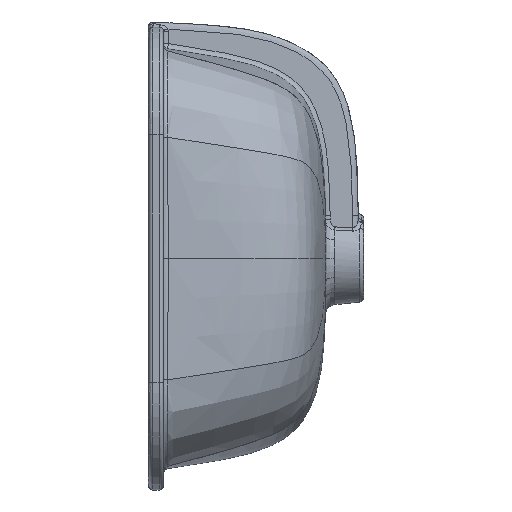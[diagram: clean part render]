
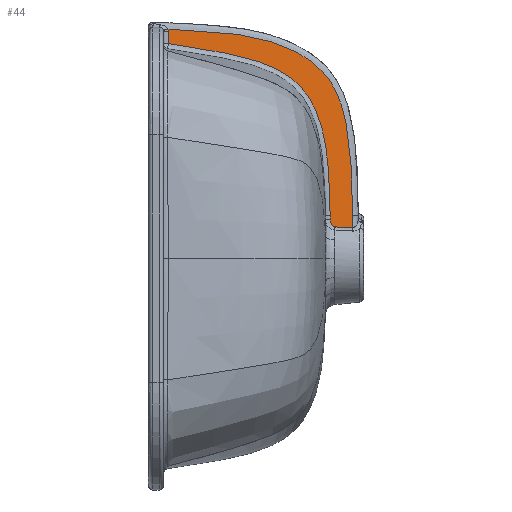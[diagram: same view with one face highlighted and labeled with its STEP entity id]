
A CAD part, left-side view. The second image highlights one B-rep face of the part: STEP entity #44.
In plain terms, the highlighted planar face has unit normal (-0.995, -0.1, 0).
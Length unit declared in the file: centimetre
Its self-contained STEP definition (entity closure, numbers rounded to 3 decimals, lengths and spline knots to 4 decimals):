
#44=ADVANCED_FACE('',(#235),#2803,.T.);
#235=FACE_OUTER_BOUND('',#421,.T.);
#421=EDGE_LOOP('',(#718,#719,#720,#721,#722,#723,#724,#725));
#718=ORIENTED_EDGE('',*,*,#1515,.T.);
#719=ORIENTED_EDGE('',*,*,#1516,.T.);
#720=ORIENTED_EDGE('',*,*,#1517,.T.);
#721=ORIENTED_EDGE('',*,*,#1518,.T.);
#722=ORIENTED_EDGE('',*,*,#1519,.T.);
#723=ORIENTED_EDGE('',*,*,#1520,.F.);
#724=ORIENTED_EDGE('',*,*,#1521,.T.);
#725=ORIENTED_EDGE('',*,*,#1522,.T.);
#1515=EDGE_CURVE('',#2417,#2418,#2118,.T.);
#1516=EDGE_CURVE('',#2418,#2419,#2119,.T.);
#1517=EDGE_CURVE('',#2419,#2420,#2120,.T.);
#1518=EDGE_CURVE('',#2420,#2421,#2121,.T.);
#1519=EDGE_CURVE('',#2421,#2415,#2122,.T.);
#1520=EDGE_CURVE('',#2414,#2415,#2123,.T.);
#1521=EDGE_CURVE('',#2414,#2413,#2124,.T.);
#1522=EDGE_CURVE('',#2413,#2417,#2125,.T.);
#2118=B_SPLINE_CURVE_WITH_KNOTS('',3,(#13409,#13410,#13411,#13412,#13413,
#13414,#13415,#13416,#13417,#13418,#13419,#13420,#13421,#13422,#13423,#13424,
#13425,#13426,#13427,#13428,#13429,#13430,#13431,#13432,#13433),
 .UNSPECIFIED.,.F.,.F.,(4,1,1,1,1,1,1,1,1,1,1,1,1,1,1,1,1,1,1,1,1,1,4),
(-257.7399,-238.2841,-220.868,-205.1786,
-191.056,-178.4459,-167.2721,-157.4621,
-148.8608,-141.1637,-134.0199,-127.1259,
-120.2948,-113.3178,-105.9414,-97.8449,
-88.6335,-78.0518,-66.0041,-52.3268,
-36.862,-19.4639,0.),.UNSPECIFIED.);
#2119=B_SPLINE_CURVE_WITH_KNOTS('',3,(#13434,#13435,#13436,#13437),
 .UNSPECIFIED.,.F.,.F.,(4,4),(-3.5578,0.),.UNSPECIFIED.);
#2120=B_SPLINE_CURVE_WITH_KNOTS('',3,(#13438,#13439,#13440,#13441,#13442,
#13443,#13444,#13445,#13446,#13447,#13448,#13449),.UNSPECIFIED.,.F.,.F.,
(4,1,1,1,1,1,1,1,1,4),(-9.0813,-7.5517,-6.151,
-4.9059,-3.817,-2.856,-2.011,
-1.2693,-0.609,0.),.UNSPECIFIED.);
#2121=B_SPLINE_CURVE_WITH_KNOTS('',1,(#13450,#13451),.UNSPECIFIED.,.F.,
 .F.,(2,2),(-1.,0.),.UNSPECIFIED.);
#2122=B_SPLINE_CURVE_WITH_KNOTS('',1,(#13452,#13453),.UNSPECIFIED.,.F.,
 .F.,(2,2),(0.,1.),.UNSPECIFIED.);
#2123=B_SPLINE_CURVE_WITH_KNOTS('',3,(#13454,#13455,#13456,#13457,#13458,
#13459,#13460,#13461,#13462,#13463,#13464,#13465,#13466,#13467,#13468,#13469,
#13470,#13471,#13472,#13473,#13474),.UNSPECIFIED.,.F.,.F.,(4,1,1,1,1,1,
1,1,1,1,1,1,1,1,1,1,1,1,4),(0.,18.4885,36.9647,55.393,
73.7642,92.0765,110.3339,128.5305,137.5995,
146.6347,155.6283,164.6104,173.6267,182.6818,
200.8849,219.2026,237.5909,256.0131,292.9395),
 .UNSPECIFIED.);
#2124=B_SPLINE_CURVE_WITH_KNOTS('',3,(#13475,#13476,#13477,#13478,#13479,
#13480),.UNSPECIFIED.,.F.,.F.,(4,1,1,4),(-2.2118,-1.4745,
-0.7372,0.),.UNSPECIFIED.);
#2125=B_SPLINE_CURVE_WITH_KNOTS('',1,(#13481,#13482),.UNSPECIFIED.,.F.,
 .F.,(2,2),(0.,1.),.UNSPECIFIED.);
#2413=VERTEX_POINT('',#12866);
#2414=VERTEX_POINT('',#12867);
#2415=VERTEX_POINT('',#12868);
#2417=VERTEX_POINT('',#12870);
#2418=VERTEX_POINT('',#12871);
#2419=VERTEX_POINT('',#12872);
#2420=VERTEX_POINT('',#12873);
#2421=VERTEX_POINT('',#12874);
#2803=PLANE('',#2839);
#2839=AXIS2_PLACEMENT_3D('',#3841,#2858,$);
#2858=DIRECTION('',(-0.995,-0.1,0.));
#3841=CARTESIAN_POINT('',(-48.1777,-18.2235,243.7164));
#12866=CARTESIAN_POINT('',(-48.1497,-18.5025,426.0475));
#12867=CARTESIAN_POINT('',(-48.1768,-18.2334,428.2377));
#12868=CARTESIAN_POINT('',(-31.0403,-189.597,255.));
#12870=CARTESIAN_POINT('',(-48.1497,-18.5025,414.793));
#12871=CARTESIAN_POINT('',(-33.109,-168.9105,254.9852));
#12872=CARTESIAN_POINT('',(-33.1065,-168.9346,251.4274));
#12873=CARTESIAN_POINT('',(-32.6581,-173.419,244.4213));
#12874=CARTESIAN_POINT('',(-31.0403,-189.5969,243.7264));
#13409=CARTESIAN_POINT('',(-48.1497,-18.5025,414.793));
#13410=CARTESIAN_POINT('',(-47.5102,-24.8975,413.9253));
#13411=CARTESIAN_POINT('',(-46.3006,-36.9942,412.107));
#13412=CARTESIAN_POINT('',(-44.5818,-54.1815,409.1701));
#13413=CARTESIAN_POINT('',(-43.0411,-69.5887,406.3238));
#13414=CARTESIAN_POINT('',(-41.6639,-83.3606,403.4137));
#13415=CARTESIAN_POINT('',(-40.4451,-95.5492,400.2924));
#13416=CARTESIAN_POINT('',(-39.3826,-106.1736,396.8899));
#13417=CARTESIAN_POINT('',(-38.4717,-115.2833,393.1945));
#13418=CARTESIAN_POINT('',(-37.6986,-123.0136,389.2475));
#13419=CARTESIAN_POINT('',(-37.0389,-129.6106,385.0908));
#13420=CARTESIAN_POINT('',(-36.4666,-135.334,380.6673));
#13421=CARTESIAN_POINT('',(-35.9603,-140.3974,375.9095));
#13422=CARTESIAN_POINT('',(-35.5033,-144.9674,370.7456));
#13423=CARTESIAN_POINT('',(-35.089,-149.1095,365.0273));
#13424=CARTESIAN_POINT('',(-34.711,-152.8897,358.5672));
#13425=CARTESIAN_POINT('',(-34.3614,-156.3857,351.1153));
#13426=CARTESIAN_POINT('',(-34.0409,-159.5915,342.3827));
#13427=CARTESIAN_POINT('',(-33.7586,-162.4137,332.1437));
#13428=CARTESIAN_POINT('',(-33.5227,-164.7732,320.2666));
#13429=CARTESIAN_POINT('',(-33.3394,-166.6063,306.6534));
#13430=CARTESIAN_POINT('',(-33.2108,-167.8918,291.1884));
#13431=CARTESIAN_POINT('',(-33.136,-168.6395,273.7593));
#13432=CARTESIAN_POINT('',(-33.1151,-168.8489,261.4728));
#13433=CARTESIAN_POINT('',(-33.109,-168.9105,254.9852));
#13434=CARTESIAN_POINT('',(-33.109,-168.9105,254.9852));
#13435=CARTESIAN_POINT('',(-33.1079,-168.9211,253.7993));
#13436=CARTESIAN_POINT('',(-33.1073,-168.9274,252.6133));
#13437=CARTESIAN_POINT('',(-33.1065,-168.9346,251.4274));
#13438=CARTESIAN_POINT('',(-33.1065,-168.9346,251.4274));
#13439=CARTESIAN_POINT('',(-33.1062,-168.9382,250.9176));
#13440=CARTESIAN_POINT('',(-33.098,-169.0196,249.94));
#13441=CARTESIAN_POINT('',(-33.0675,-169.3249,248.5782));
#13442=CARTESIAN_POINT('',(-33.0233,-169.7671,247.4106));
#13443=CARTESIAN_POINT('',(-32.9699,-170.3007,246.4475));
#13444=CARTESIAN_POINT('',(-32.9105,-170.8947,245.684));
#13445=CARTESIAN_POINT('',(-32.8475,-171.5245,245.1108));
#13446=CARTESIAN_POINT('',(-32.7834,-172.1657,244.7197));
#13447=CARTESIAN_POINT('',(-32.7203,-172.7972,244.4904));
#13448=CARTESIAN_POINT('',(-32.6783,-173.2172,244.43));
#13449=CARTESIAN_POINT('',(-32.6581,-173.419,244.4213));
#13450=CARTESIAN_POINT('',(-32.6581,-173.419,244.4213));
#13451=CARTESIAN_POINT('',(-31.0403,-189.5969,243.7264));
#13452=CARTESIAN_POINT('',(-31.0403,-189.5969,243.7264));
#13453=CARTESIAN_POINT('',(-31.0403,-189.597,255.));
#13454=CARTESIAN_POINT('',(-48.1768,-18.2334,428.2377));
#13455=CARTESIAN_POINT('',(-47.5642,-24.3593,427.9564));
#13456=CARTESIAN_POINT('',(-46.3396,-36.6047,427.343));
#13457=CARTESIAN_POINT('',(-44.5055,-54.9458,426.2548));
#13458=CARTESIAN_POINT('',(-42.6779,-73.2214,424.7388));
#13459=CARTESIAN_POINT('',(-40.8654,-91.347,422.2638));
#13460=CARTESIAN_POINT('',(-39.0823,-109.1772,418.3496));
#13461=CARTESIAN_POINT('',(-37.3561,-126.4397,412.5418));
#13462=CARTESIAN_POINT('',(-35.9925,-140.0759,405.8876));
#13463=CARTESIAN_POINT('',(-34.9808,-150.1927,399.2997));
#13464=CARTESIAN_POINT('',(-34.2759,-157.2417,393.6697));
#13465=CARTESIAN_POINT('',(-33.6406,-163.5946,387.2866));
#13466=CARTESIAN_POINT('',(-33.0974,-169.0265,380.1009));
#13467=CARTESIAN_POINT('',(-32.6457,-173.5436,372.2864));
#13468=CARTESIAN_POINT('',(-32.1532,-178.4684,361.2347));
#13469=CARTESIAN_POINT('',(-31.7184,-182.8162,346.6221));
#13470=CARTESIAN_POINT('',(-31.3972,-186.0284,328.5866));
#13471=CARTESIAN_POINT('',(-31.1994,-188.0061,310.3084));
#13472=CARTESIAN_POINT('',(-31.0521,-189.4789,285.7669));
#13473=CARTESIAN_POINT('',(-31.0403,-189.5969,267.3088));
#13474=CARTESIAN_POINT('',(-31.0403,-189.597,255.));
#13475=CARTESIAN_POINT('',(-48.1768,-18.2334,428.2377));
#13476=CARTESIAN_POINT('',(-48.1708,-18.293,427.9994));
#13477=CARTESIAN_POINT('',(-48.1608,-18.3925,427.5175));
#13478=CARTESIAN_POINT('',(-48.1518,-18.4826,426.785));
#13479=CARTESIAN_POINT('',(-48.1497,-18.5025,426.2933));
#13480=CARTESIAN_POINT('',(-48.1497,-18.5025,426.0475));
#13481=CARTESIAN_POINT('',(-48.1497,-18.5025,426.0475));
#13482=CARTESIAN_POINT('',(-48.1497,-18.5025,414.793));
